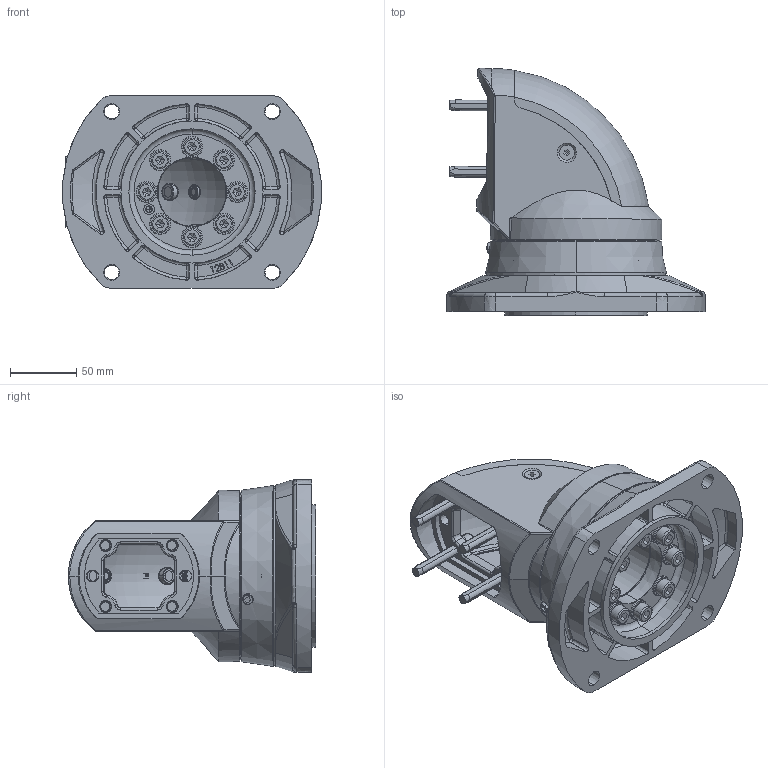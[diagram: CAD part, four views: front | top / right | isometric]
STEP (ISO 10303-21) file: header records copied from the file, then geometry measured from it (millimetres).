
FILE_DESCRIPTION (( 'STEP AP214' ), '1' );
FILE_NAME ('49476600.STEP', '2016-09-14T05:35:29', ( '' ), ( '' ), 'SwSTEP 2.0', 'SolidWorks 2015', '' );
FILE_SCHEMA (( 'AUTOMOTIVE_DESIGN' ));
Length unit declared in the file: millimetre
Products named in the file (27): 41778; 99953; 99952; 96226; 92081; 97050; 52311; 92447; 82398; 93152; 93675; 84342; 82399; 82402; 92446; 84343; 93168; 12811_mit Bearbeitung; 84046; 12807; 93659; 12813; 93407; 83019; 49476600; 93672; 41779
Assembly tree (52 placements, depth 3):
  99953
  99952
  96226
  92447
  49476600
    12813
    12807
    12811_mit Bearbeitung
    84343
    82402
    84342
    41778
    41779
    93672  x16
    83019  x8
    93407  x2
    93659
    84046
    93168
    92446
    52311
      82399
      93675
      83019  x4
      93152  x4
      82398
    97050
    92081
Bounding box: 194.32 x 186.05 x 145 mm (x, y, z)
Volume: 1061508.8 mm3; surface area: 359761.8 mm2
Topology: 51 solids, 51 shells, 4039 faces, 9726 edges, 5942 vertices
Faces by surface type: plane 1821, bspline 847, cylinder 752, cone 347, torus 266, sphere 6
Entity records: 147824 total; most frequent: CARTESIAN_POINT 70543, ORIENTED_EDGE 16938, DIRECTION 13028, EDGE_CURVE 8469, VERTEX_POINT 5263, AXIS2_PLACEMENT_3D 4383, LINE 4262, VECTOR 4262
